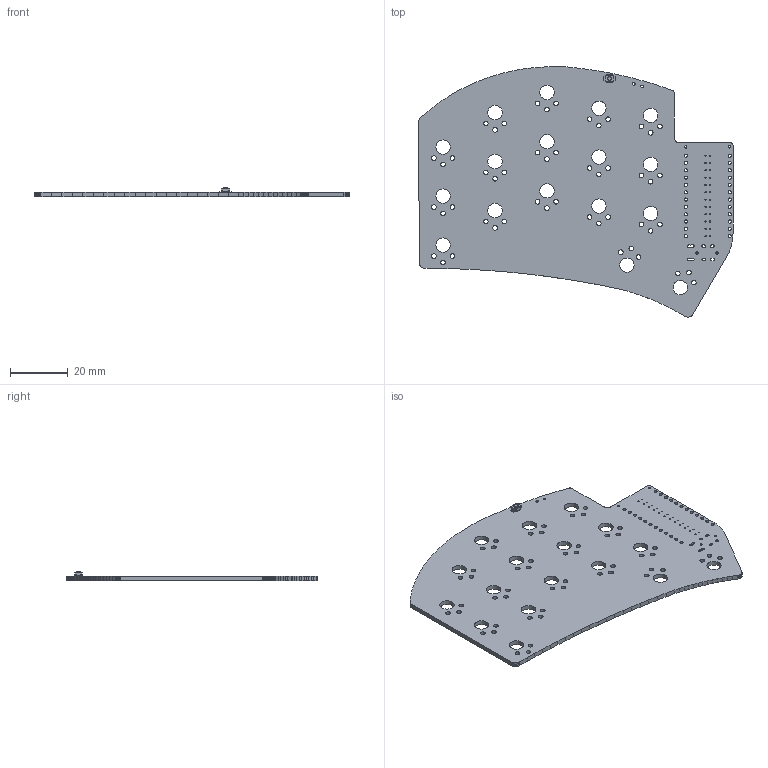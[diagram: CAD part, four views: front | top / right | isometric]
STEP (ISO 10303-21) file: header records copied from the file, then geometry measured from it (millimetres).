
FILE_DESCRIPTION(('KiCad electronic assembly'),'2;1');
FILE_NAME('half-swept.step','2023-08-10T17:46:42',('Pcbnew'),('Kicad'), 'Open CASCADE STEP processor 7.6','KiCad to STEP converter','Unknown' );
FILE_SCHEMA(('AUTOMOTIVE_DESIGN { 1 0 10303 214 1 1 1 1 }'));
Length unit declared in the file: millimetre
Products named in the file (4): half-swept 1; SW_SPST_B3U-1000P; SOLID; _autosave-half-swept PCB
Assembly tree (3 placements, depth 3):
  half-swept 1
    SW_SPST_B3U-1000P
      SOLID
    _autosave-half-swept PCB
Bounding box: 108.96 x 86.86 x 3.22 mm (x, y, z)
Volume: 10647.1 mm3; surface area: 15114.4 mm2
Topology: 2 solids, 2 shells, 688 faces, 1949 edges, 1237 vertices
Faces by surface type: plane 431, cylinder 223, sphere 17, torus 17
Full cylindrical faces by diameter (mm): 0.4 x24, 0.8 x2, 0.813 x2, 0.9 x2, 1.1 x24, 1.5 x1, 1.6 x51, 5 x17
Entity records: 52567 total; most frequent: CARTESIAN_POINT 11995, DIRECTION 7245, LINE 4936, VECTOR 4936, ORIENTED_EDGE 3864, PCURVE 3864, DEFINITIONAL_REPRESENTATION 3864, EDGE_CURVE 1932
